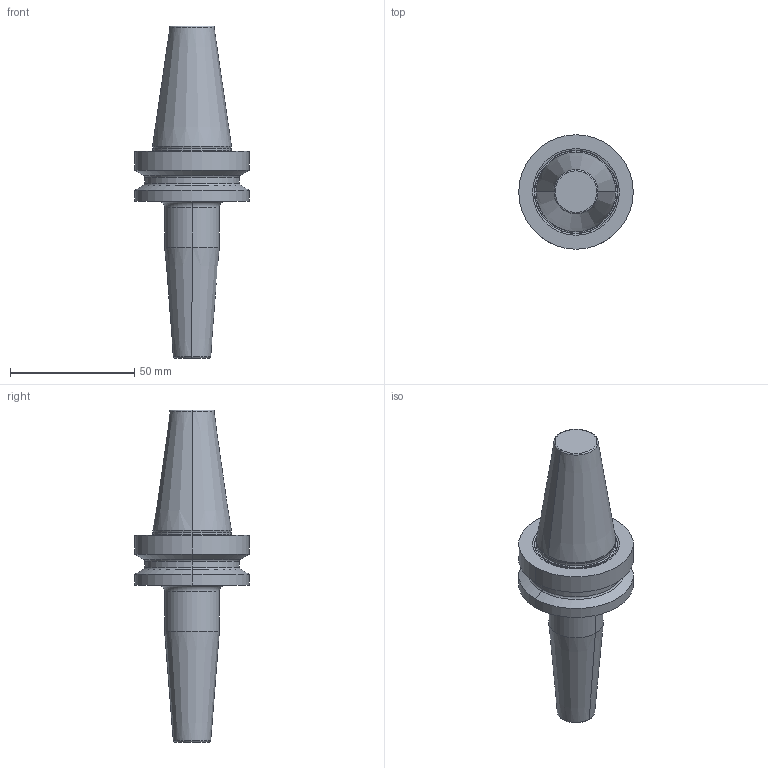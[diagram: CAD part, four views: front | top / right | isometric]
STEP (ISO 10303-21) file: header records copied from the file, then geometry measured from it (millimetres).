
FILE_DESCRIPTION((''),'2;1');
FILE_NAME('607123456-000-00-E43','2018-08-10T08:24:51',('Schellenbef'),(''),'CREO PARAMETRIC BY PTC INC, 2017260','CREO PARAMETRIC BY PTC INC, 2017260','');
FILE_SCHEMA(('AUTOMOTIVE_DESIGN { 1 0 10303 214 1 1 1 1 }'));
Length unit declared in the file: millimetre
Products named in the file (1): 607123456-000-00-E43
Bounding box: 46 x 46 x 133.4 mm (x, y, z)
Volume: 74383.5 mm3; surface area: 14055.4 mm2
Topology: 1 solids, 1 shells, 48 faces, 96 edges, 56 vertices
Faces by surface type: torus 18, cylinder 12, cone 12, plane 6
Entity records: 2286 total; most frequent: DIRECTION 268, CARTESIAN_POINT 201, ORIENTED_EDGE 188, PROPERTY_DEFINITION 127, REPRESENTATION 126, PROPERTY_DEFINITION_REPRESENTATION 126, AXIS2_PLACEMENT_3D 121, PRESENTATION_STYLE_ASSIGNMENT 100
